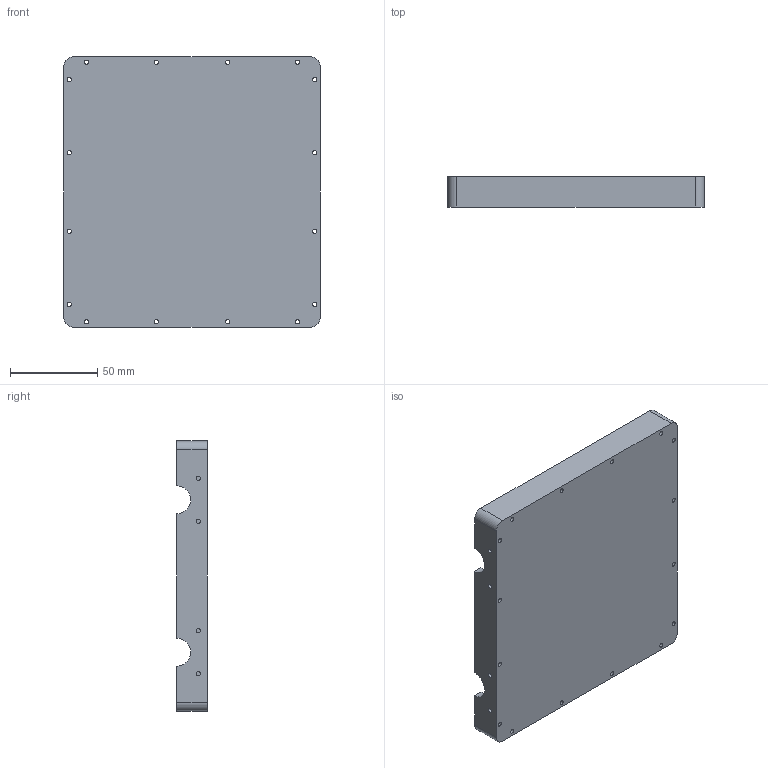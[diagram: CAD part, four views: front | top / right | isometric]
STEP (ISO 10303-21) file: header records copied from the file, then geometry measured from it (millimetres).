
FILE_DESCRIPTION(/* description */ (''),/* implementation_level */ '2;1');
FILE_NAME(/* name */ 'Top.stp',/* time_stamp */ '2025-02-04T12:12:10+01:00',/* author */ ('Carsten Grøn'),/* organization */ (''),/* preprocessor_version */ 'ST-DEVELOPER v18',/* originating_system */ 'Autodesk Inventor 2020',/* authorisation */ '');
FILE_SCHEMA (('CONFIG_CONTROL_DESIGN'));
Length unit declared in the file: millimetre
Products named in the file (1): Top
Bounding box: 147 x 17.5 x 155 mm (x, y, z)
Volume: 186101.2 mm3; surface area: 63779.7 mm2
Topology: 1 solids, 1 shells, 58 faces, 176 edges, 128 vertices
Faces by surface type: cylinder 36, plane 22
Full cylindrical faces by diameter (mm): 2.459 x24
Entity records: 2185 total; most frequent: DIRECTION 398, CARTESIAN_POINT 363, ORIENTED_EDGE 352, EDGE_CURVE 176, AXIS2_PLACEMENT_3D 163, VERTEX_POINT 128, CIRCLE 104, EDGE_LOOP 98
